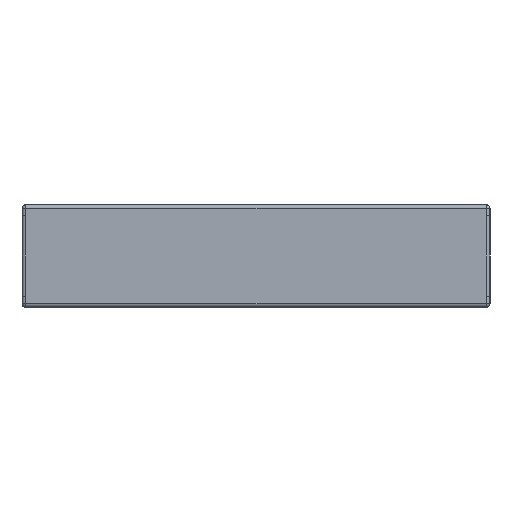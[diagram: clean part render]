
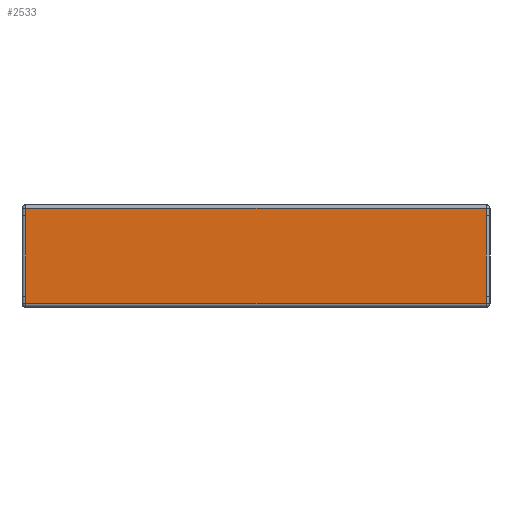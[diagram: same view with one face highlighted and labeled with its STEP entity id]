
A CAD part, left-side view. The second image highlights one B-rep face of the part: STEP entity #2533.
In plain terms, the highlighted planar face has unit normal (-1, 0, 0).
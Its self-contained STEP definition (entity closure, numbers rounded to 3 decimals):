
#238=PLANE('',#2712);
#324=FACE_OUTER_BOUND('',#441,.T.);
#441=EDGE_LOOP('',(#1836,#1837,#1838,#1839,#1840,#1841,#1842,#1843));
#556=LINE('',#3581,#757);
#558=LINE('',#3587,#759);
#560=LINE('',#3590,#761);
#561=LINE('',#3599,#762);
#569=LINE('',#3630,#770);
#571=LINE('',#3636,#772);
#573=LINE('',#3639,#774);
#578=LINE('',#3646,#779);
#757=VECTOR('',#2954,10.);
#759=VECTOR('',#2960,10.);
#761=VECTOR('',#2964,10.);
#762=VECTOR('',#2975,10.);
#770=VECTOR('',#3011,10.);
#772=VECTOR('',#3017,10.);
#774=VECTOR('',#3021,10.);
#779=VECTOR('',#3030,10.);
#973=VERTEX_POINT('',#3540);
#987=VERTEX_POINT('',#3573);
#988=VERTEX_POINT('',#3577);
#990=VERTEX_POINT('',#3583);
#992=VERTEX_POINT('',#3592);
#999=VERTEX_POINT('',#3620);
#1003=VERTEX_POINT('',#3628);
#1005=VERTEX_POINT('',#3634);
#1290=EDGE_CURVE('',#973,#988,#556,.T.);
#1293=EDGE_CURVE('',#988,#990,#558,.T.);
#1295=EDGE_CURVE('',#990,#987,#560,.T.);
#1299=EDGE_CURVE('',#992,#973,#561,.T.);
#1315=EDGE_CURVE('',#1003,#992,#569,.T.);
#1318=EDGE_CURVE('',#1005,#1003,#571,.T.);
#1320=EDGE_CURVE('',#999,#1005,#573,.T.);
#1325=EDGE_CURVE('',#987,#999,#578,.T.);
#1836=ORIENTED_EDGE('',*,*,#1290,.F.);
#1837=ORIENTED_EDGE('',*,*,#1299,.F.);
#1838=ORIENTED_EDGE('',*,*,#1315,.F.);
#1839=ORIENTED_EDGE('',*,*,#1318,.F.);
#1840=ORIENTED_EDGE('',*,*,#1320,.F.);
#1841=ORIENTED_EDGE('',*,*,#1325,.F.);
#1842=ORIENTED_EDGE('',*,*,#1295,.F.);
#1843=ORIENTED_EDGE('',*,*,#1293,.F.);
#2533=ADVANCED_FACE('',(#324),#238,.T.);
#2712=AXIS2_PLACEMENT_3D('',#3714,#3111,#3112);
#2954=DIRECTION('',(0.,0.,1.));
#2960=DIRECTION('',(0.,0.,1.));
#2964=DIRECTION('',(0.,0.,1.));
#2975=DIRECTION('',(0.,1.,0.));
#3011=DIRECTION('',(0.,0.,-1.));
#3017=DIRECTION('',(0.,0.,-1.));
#3021=DIRECTION('',(0.,0.,-1.));
#3030=DIRECTION('',(0.,-1.,0.));
#3111=DIRECTION('center_axis',(-1.,0.,0.));
#3112=DIRECTION('ref_axis',(0.,-1.,0.));
#3540=CARTESIAN_POINT('',(-3.2,1.575,0.025));
#3573=CARTESIAN_POINT('',(-3.2,1.575,0.675));
#3577=CARTESIAN_POINT('',(-3.2,1.575,0.075));
#3581=CARTESIAN_POINT('',(-3.2,1.575,0.));
#3583=CARTESIAN_POINT('',(-3.2,1.575,0.625));
#3587=CARTESIAN_POINT('',(-3.2,1.575,0.));
#3590=CARTESIAN_POINT('',(-3.2,1.575,0.));
#3592=CARTESIAN_POINT('',(-3.2,-1.575,0.025));
#3599=CARTESIAN_POINT('',(-3.2,0.8,0.025));
#3620=CARTESIAN_POINT('',(-3.2,-1.575,0.675));
#3628=CARTESIAN_POINT('',(-3.2,-1.575,0.075));
#3630=CARTESIAN_POINT('',(-3.2,-1.575,0.));
#3634=CARTESIAN_POINT('',(-3.2,-1.575,0.625));
#3636=CARTESIAN_POINT('',(-3.2,-1.575,0.));
#3639=CARTESIAN_POINT('',(-3.2,-1.575,0.));
#3646=CARTESIAN_POINT('',(-3.2,0.8,0.675));
#3714=CARTESIAN_POINT('Origin',(-3.2,1.6,0.));
